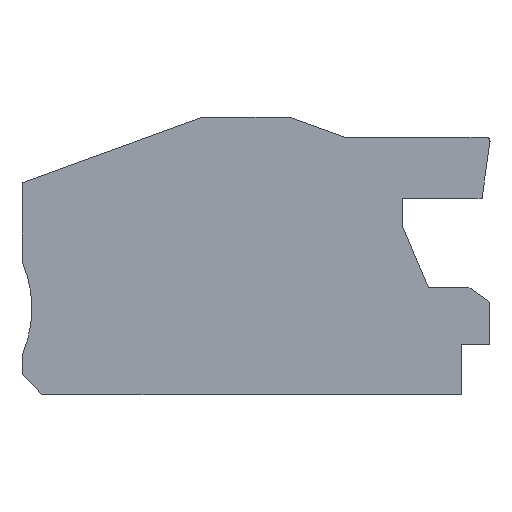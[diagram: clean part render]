
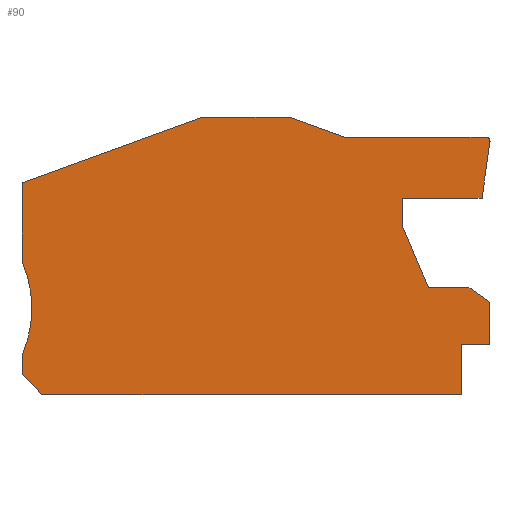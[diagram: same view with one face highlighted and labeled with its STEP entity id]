
A CAD part, left-side view. The second image highlights one B-rep face of the part: STEP entity #90.
In plain terms, the highlighted planar face has unit normal (-1, 0, 0).
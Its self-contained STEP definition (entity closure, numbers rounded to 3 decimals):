
#90=ADVANCED_FACE('',(#175),#176,.F.);
#175=FACE_OUTER_BOUND('',#252,.T.);
#176=PLANE('',#253);
#252=EDGE_LOOP('',(#428,#429,#430,#431,#432,#433,#434,#435,#436,#437,#438,#439,#440,#441,#442,#443,#444,#445,#446,#447,#448));
#253=AXIS2_PLACEMENT_3D('',#449,#450,#451);
#428=ORIENTED_EDGE('',*,*,#561,.T.);
#429=ORIENTED_EDGE('',*,*,#495,.T.);
#430=ORIENTED_EDGE('',*,*,#547,.T.);
#431=ORIENTED_EDGE('',*,*,#485,.T.);
#432=ORIENTED_EDGE('',*,*,#533,.T.);
#433=ORIENTED_EDGE('',*,*,#554,.T.);
#434=ORIENTED_EDGE('',*,*,#557,.T.);
#435=ORIENTED_EDGE('',*,*,#549,.T.);
#436=ORIENTED_EDGE('',*,*,#543,.F.);
#437=ORIENTED_EDGE('',*,*,#535,.F.);
#438=ORIENTED_EDGE('',*,*,#528,.T.);
#439=ORIENTED_EDGE('',*,*,#520,.T.);
#440=ORIENTED_EDGE('',*,*,#512,.T.);
#441=ORIENTED_EDGE('',*,*,#507,.T.);
#442=ORIENTED_EDGE('',*,*,#503,.T.);
#443=ORIENTED_EDGE('',*,*,#499,.T.);
#444=ORIENTED_EDGE('',*,*,#491,.T.);
#445=ORIENTED_EDGE('',*,*,#539,.F.);
#446=ORIENTED_EDGE('',*,*,#482,.F.);
#447=ORIENTED_EDGE('',*,*,#524,.F.);
#448=ORIENTED_EDGE('',*,*,#516,.T.);
#449=CARTESIAN_POINT('',(0.0,30.591,1.152));
#450=DIRECTION('',(1.0,0.,0.));
#451=DIRECTION('',(0.,1.0,0.));
#482=EDGE_CURVE('',#571,#567,#573,.T.);
#485=EDGE_CURVE('',#578,#575,#579,.T.);
#491=EDGE_CURVE('',#589,#587,#590,.T.);
#495=EDGE_CURVE('',#596,#593,#597,.T.);
#499=EDGE_CURVE('',#602,#589,#603,.T.);
#503=EDGE_CURVE('',#608,#602,#609,.T.);
#507=EDGE_CURVE('',#614,#608,#615,.T.);
#512=EDGE_CURVE('',#622,#614,#623,.T.);
#516=EDGE_CURVE('',#629,#626,#630,.T.);
#520=EDGE_CURVE('',#635,#622,#636,.T.);
#524=EDGE_CURVE('',#629,#571,#641,.T.);
#528=EDGE_CURVE('',#646,#635,#647,.T.);
#533=EDGE_CURVE('',#575,#652,#654,.T.);
#535=EDGE_CURVE('',#646,#656,#657,.T.);
#539=EDGE_CURVE('',#567,#587,#662,.T.);
#543=EDGE_CURVE('',#656,#667,#668,.T.);
#547=EDGE_CURVE('',#593,#578,#672,.T.);
#549=EDGE_CURVE('',#674,#667,#675,.T.);
#554=EDGE_CURVE('',#652,#680,#683,.T.);
#557=EDGE_CURVE('',#680,#674,#686,.T.);
#561=EDGE_CURVE('',#626,#596,#690,.T.);
#567=VERTEX_POINT('',#696);
#571=VERTEX_POINT('',#701);
#573=CIRCLE('',#704,0.5);
#575=VERTEX_POINT('',#706);
#578=VERTEX_POINT('',#710);
#579=CIRCLE('',#711,15.0);
#587=VERTEX_POINT('',#721);
#589=VERTEX_POINT('',#724);
#590=LINE('',#725,#726);
#593=VERTEX_POINT('',#730);
#596=VERTEX_POINT('',#734);
#597=LINE('',#735,#736);
#602=VERTEX_POINT('',#743);
#603=LINE('',#744,#745);
#608=VERTEX_POINT('',#752);
#609=LINE('',#753,#754);
#614=VERTEX_POINT('',#761);
#615=LINE('',#762,#763);
#622=VERTEX_POINT('',#773);
#623=LINE('',#774,#775);
#626=VERTEX_POINT('',#779);
#629=VERTEX_POINT('',#783);
#630=LINE('',#784,#785);
#635=VERTEX_POINT('',#792);
#636=LINE('',#793,#794);
#641=LINE('',#801,#802);
#646=VERTEX_POINT('',#809);
#647=LINE('',#810,#811);
#652=VERTEX_POINT('',#817);
#654=CIRCLE('',#820,15.0);
#656=VERTEX_POINT('',#822);
#657=LINE('',#823,#824);
#662=CIRCLE('',#831,0.5);
#667=VERTEX_POINT('',#837);
#668=LINE('',#838,#839);
#672=LINE('',#845,#846);
#674=VERTEX_POINT('',#848);
#675=LINE('',#849,#850);
#680=VERTEX_POINT('',#857);
#683=LINE('',#861,#862);
#686=LINE('',#866,#867);
#690=LINE('',#873,#874);
#696=CARTESIAN_POINT('',(0.,-0.003,32.25));
#701=CARTESIAN_POINT('',(0.0,0.497,32.75));
#704=AXIS2_PLACEMENT_3D('',#883,#884,#885);
#706=CARTESIAN_POINT('',(0.,58.21,11.));
#710=CARTESIAN_POINT('',(0.0,59.462,17.));
#711=AXIS2_PLACEMENT_3D('',#887,#888,#889);
#721=CARTESIAN_POINT('',(0.0,0.002,32.18));
#724=CARTESIAN_POINT('',(0.0,1.011,25.));
#725=CARTESIAN_POINT('',(0.0,4.363,1.152));
#726=VECTOR('',#896,1.0);
#730=CARTESIAN_POINT('',(0.0,59.462,26.953));
#734=CARTESIAN_POINT('',(0.0,36.529,35.3));
#735=CARTESIAN_POINT('',(0.0,30.591,37.461));
#736=VECTOR('',#899,1.0);
#743=CARTESIAN_POINT('',(0.0,11.112,25.));
#744=CARTESIAN_POINT('',(0.0,30.591,25.));
#745=VECTOR('',#902,1.0);
#752=CARTESIAN_POINT('',(0.0,11.112,21.405));
#753=CARTESIAN_POINT('',(0.0,11.112,-0.032));
#754=VECTOR('',#905,1.0);
#761=CARTESIAN_POINT('',(0.0,7.82,13.65));
#762=CARTESIAN_POINT('',(0.0,2.012,-0.032));
#763=VECTOR('',#908,1.0);
#773=CARTESIAN_POINT('',(0.0,2.667,13.65));
#774=CARTESIAN_POINT('',(0.0,30.591,13.65));
#775=VECTOR('',#912,1.0);
#779=CARTESIAN_POINT('',(0.0,25.495,35.3));
#783=CARTESIAN_POINT('',(0.0,18.489,32.75));
#784=CARTESIAN_POINT('',(0.0,30.591,37.155));
#785=VECTOR('',#915,1.0);
#792=CARTESIAN_POINT('',(0.0,0.012,11.791));
#793=CARTESIAN_POINT('',(0.0,30.591,33.203));
#794=VECTOR('',#918,1.0);
#801=CARTESIAN_POINT('',(0.0,-4.887,32.75));
#802=VECTOR('',#921,1.0);
#809=CARTESIAN_POINT('',(0.0,0.012,6.4));
#810=CARTESIAN_POINT('',(0.0,0.012,1.152));
#811=VECTOR('',#924,1.0);
#817=CARTESIAN_POINT('',(0.0,59.462,5.));
#820=AXIS2_PLACEMENT_3D('',#930,#931,#932);
#822=CARTESIAN_POINT('',(0.0,3.612,6.4));
#823=CARTESIAN_POINT('',(0.0,30.591,6.4));
#824=VECTOR('',#933,1.0);
#831=AXIS2_PLACEMENT_3D('',#936,#937,#938);
#837=CARTESIAN_POINT('',(0.0,3.612,0.));
#838=CARTESIAN_POINT('',(0.0,3.612,1.152));
#839=VECTOR('',#943,1.0);
#845=CARTESIAN_POINT('',(0.0,59.462,1.152));
#846=VECTOR('',#946,1.0);
#848=CARTESIAN_POINT('',(0.0,56.943,0.));
#849=CARTESIAN_POINT('',(0.0,30.591,0.));
#850=VECTOR('',#947,1.0);
#857=CARTESIAN_POINT('',(0.0,59.462,2.712));
#861=CARTESIAN_POINT('',(0.0,59.462,1.152));
#862=VECTOR('',#951,1.0);
#866=CARTESIAN_POINT('',(0.0,58.013,1.152));
#867=VECTOR('',#953,1.0);
#873=CARTESIAN_POINT('',(0.0,30.591,35.3));
#874=VECTOR('',#956,1.0);
#883=CARTESIAN_POINT('',(0.0,0.497,32.25));
#884=DIRECTION('',(1.0,0.,0.));
#885=DIRECTION('',(0.,1.0,0.));
#887=CARTESIAN_POINT('',(0.0,73.21,11.));
#888=DIRECTION('',(1.0,0.,0.));
#889=DIRECTION('',(0.,1.0,0.));
#896=DIRECTION('',(0.,-0.139,0.99));
#899=DIRECTION('',(0.,0.94,-0.342));
#902=DIRECTION('',(0.,-1.0,0.));
#905=DIRECTION('',(0.,0.,1.0));
#908=DIRECTION('',(0.,0.391,0.921));
#912=DIRECTION('',(0.,1.0,0.));
#915=DIRECTION('',(0.,0.94,0.342));
#918=DIRECTION('',(0.,0.819,0.574));
#921=DIRECTION('',(0.,-1.0,0.));
#924=DIRECTION('',(0.,0.,1.0));
#930=CARTESIAN_POINT('',(0.0,73.21,11.));
#931=DIRECTION('',(1.0,0.,0.));
#932=DIRECTION('',(0.,1.0,0.));
#933=DIRECTION('',(0.,1.0,0.));
#936=CARTESIAN_POINT('',(0.0,0.497,32.25));
#937=DIRECTION('',(1.0,0.,0.));
#938=DIRECTION('',(0.,1.0,0.));
#943=DIRECTION('',(0.,0.,-1.0));
#946=DIRECTION('',(0.,0.,-1.0));
#947=DIRECTION('',(0.,-1.0,0.));
#951=DIRECTION('',(0.,0.,-1.0));
#953=DIRECTION('',(0.,-0.681,-0.733));
#956=DIRECTION('',(0.,1.0,0.));
